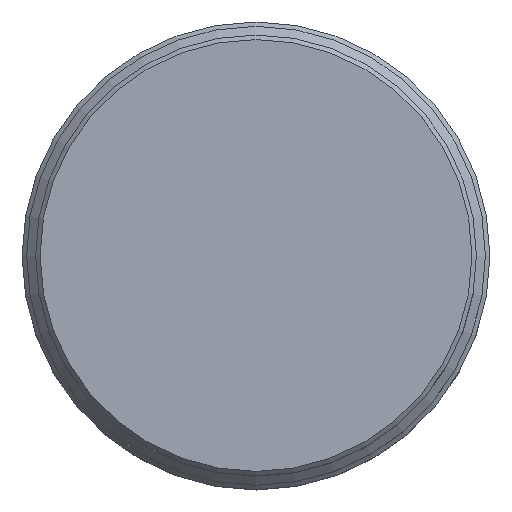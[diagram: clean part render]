
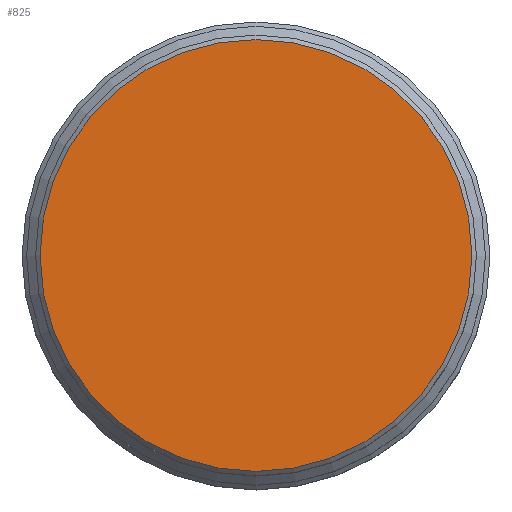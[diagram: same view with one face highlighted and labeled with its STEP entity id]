
A CAD part, top view. The second image highlights one B-rep face of the part: STEP entity #825.
In plain terms, the highlighted planar face has unit normal (0, 0, 1).
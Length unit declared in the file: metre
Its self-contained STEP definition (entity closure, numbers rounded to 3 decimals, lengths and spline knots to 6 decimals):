
#127=PLANE('',#949);
#189=ORIENTED_EDGE('',*,*,#414,.T.);
#414=EDGE_CURVE('',#529,#529,#599,.T.);
#529=VERTEX_POINT('',#1359);
#599=CIRCLE('',#950,0.048);
#649=EDGE_LOOP('',(#189));
#736=FACE_BOUND('',#649,.T.);
#825=ADVANCED_FACE('',(#736),#127,.T.);
#949=AXIS2_PLACEMENT_3D('',#1357,#1084,#1085);
#950=AXIS2_PLACEMENT_3D('',#1358,#1086,#1087);
#1084=DIRECTION('',(0.,0.,1.));
#1085=DIRECTION('',(1.,0.,0.));
#1086=DIRECTION('',(0.,0.,1.));
#1087=DIRECTION('',(1.,0.,0.));
#1357=CARTESIAN_POINT('',(0.,0.,0.127));
#1358=CARTESIAN_POINT('',(0.,0.,0.127));
#1359=CARTESIAN_POINT('',(0.048,0.,0.127));
